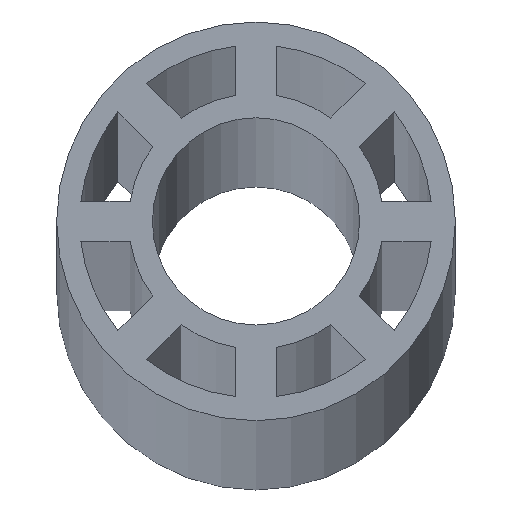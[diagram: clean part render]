
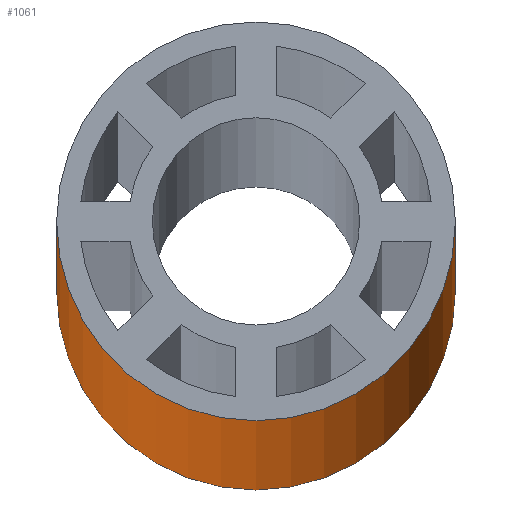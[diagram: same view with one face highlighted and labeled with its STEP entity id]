
A CAD part, top view. The second image highlights one B-rep face of the part: STEP entity #1061.
In plain terms, the highlighted cylindrical face has radius 25.019 mm (diameter 50.038 mm), a partial arc.
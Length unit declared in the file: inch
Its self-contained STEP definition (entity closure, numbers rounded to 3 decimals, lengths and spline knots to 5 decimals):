
#76 = DIRECTION ( 'NONE',  ( 1., 0., 0. ) ) ;
#92 = EDGE_LOOP ( 'NONE', ( #642, #519, #1173, #1166 ) ) ;
#97 = FACE_OUTER_BOUND ( 'NONE', #92, .T. ) ;
#156 = CARTESIAN_POINT ( 'NONE',  ( 0.985, 0., -196. ) ) ;
#229 = DIRECTION ( 'NONE',  ( 0., 0., 1. ) ) ;
#242 = EDGE_CURVE ( 'NONE', #319, #1137, #1095, .T. ) ;
#305 = DIRECTION ( 'NONE',  ( 0., 0., 1. ) ) ;
#307 = AXIS2_PLACEMENT_3D ( 'NONE', #933, #305, #1046 ) ;
#319 = VERTEX_POINT ( 'NONE', #1168 ) ;
#337 = CARTESIAN_POINT ( 'NONE',  ( 0., 0., -196. ) ) ;
#453 = CARTESIAN_POINT ( 'NONE',  ( -0.985, 0., -196. ) ) ;
#461 = CYLINDRICAL_SURFACE ( 'NONE', #722, 0.985 ) ;
#519 = ORIENTED_EDGE ( 'NONE', *, *, #664, .T. ) ;
#551 = VERTEX_POINT ( 'NONE', #156 ) ;
#590 = CIRCLE ( 'NONE', #1209, 0.985 ) ;
#605 = LINE ( 'NONE', #1313, #1213 ) ;
#642 = ORIENTED_EDGE ( 'NONE', *, *, #1292, .F. ) ;
#664 = EDGE_CURVE ( 'NONE', #691, #551, #590, .T. ) ;
#666 = DIRECTION ( 'NONE',  ( 0., 0., 1. ) ) ;
#686 = CARTESIAN_POINT ( 'NONE',  ( -0.985, 0., -196. ) ) ;
#691 = VERTEX_POINT ( 'NONE', #453 ) ;
#699 = DIRECTION ( 'NONE',  ( 0., 0., 1. ) ) ;
#722 = AXIS2_PLACEMENT_3D ( 'NONE', #337, #229, #1073 ) ;
#725 = VECTOR ( 'NONE', #796, 39.37008 ) ;
#796 = DIRECTION ( 'NONE',  ( 0., 0., 1. ) ) ;
#933 = CARTESIAN_POINT ( 'NONE',  ( 0., 0., 0. ) ) ;
#1046 = DIRECTION ( 'NONE',  ( 1., 0., 0. ) ) ;
#1061 = ADVANCED_FACE ( 'NONE', ( #97 ), #461, .T. ) ;
#1073 = DIRECTION ( 'NONE',  ( 1., 0., 0. ) ) ;
#1095 = CIRCLE ( 'NONE', #307, 0.985 ) ;
#1137 = VERTEX_POINT ( 'NONE', #1306 ) ;
#1166 = ORIENTED_EDGE ( 'NONE', *, *, #242, .F. ) ;
#1168 = CARTESIAN_POINT ( 'NONE',  ( -0.985, 0., 0. ) ) ;
#1173 = ORIENTED_EDGE ( 'NONE', *, *, #1177, .T. ) ;
#1177 = EDGE_CURVE ( 'NONE', #551, #1137, #605, .T. ) ;
#1209 = AXIS2_PLACEMENT_3D ( 'NONE', #1342, #699, #76 ) ;
#1213 = VECTOR ( 'NONE', #666, 39.37008 ) ;
#1292 = EDGE_CURVE ( 'NONE', #691, #319, #1294, .T. ) ;
#1294 = LINE ( 'NONE', #686, #725 ) ;
#1306 = CARTESIAN_POINT ( 'NONE',  ( 0.985, 0., 0. ) ) ;
#1313 = CARTESIAN_POINT ( 'NONE',  ( 0.985, 0., -196. ) ) ;
#1342 = CARTESIAN_POINT ( 'NONE',  ( 0., 0., -196. ) ) ;
